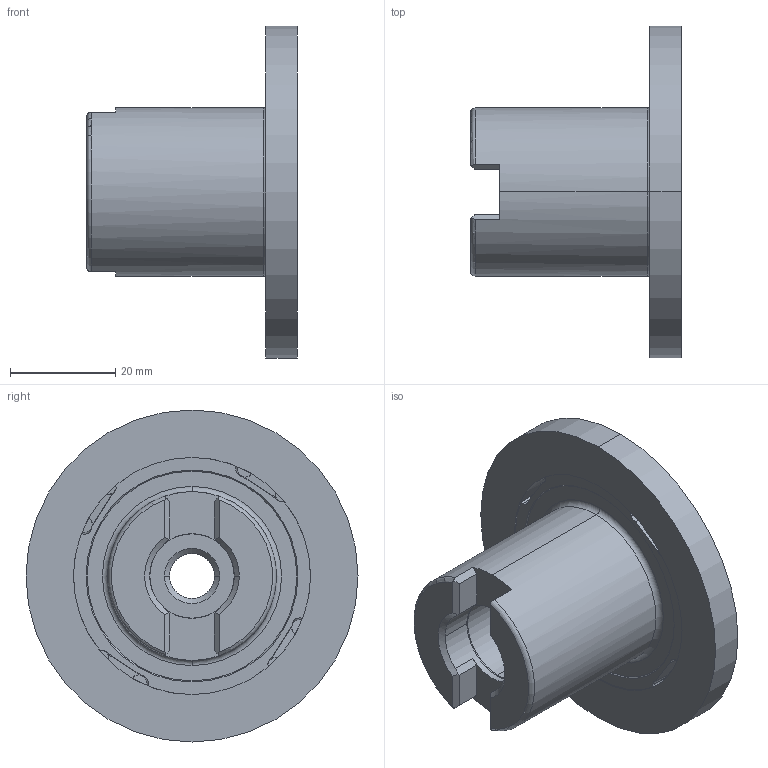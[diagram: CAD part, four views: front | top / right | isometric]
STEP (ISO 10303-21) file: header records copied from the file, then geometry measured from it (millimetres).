
FILE_DESCRIPTION (( 'STEP AP214' ), '1' );
FILE_NAME ('SFA 063-06-04.STEP', '2012-04-13T07:57:36', ( '' ), ( '' ), 'SwSTEP 2.0', 'SolidWorks 2012', '' );
FILE_SCHEMA (( 'AUTOMOTIVE_DESIGN' ));
Length unit declared in the file: millimetre
Products named in the file (1): SFA 063-06-04
Bounding box: 40 x 63 x 63 mm (x, y, z)
Volume: 36697.9 mm3; surface area: 13247.1 mm2
Topology: 1 solids, 1 shells, 153 faces, 422 edges, 277 vertices
Faces by surface type: plane 84, cylinder 46, cone 19, torus 4
Entity records: 5017 total; most frequent: CARTESIAN_POINT 1211, ORIENTED_EDGE 844, DIRECTION 761, EDGE_CURVE 422, AXIS2_PLACEMENT_3D 291, VERTEX_POINT 277, VECTOR 179, LINE 179
